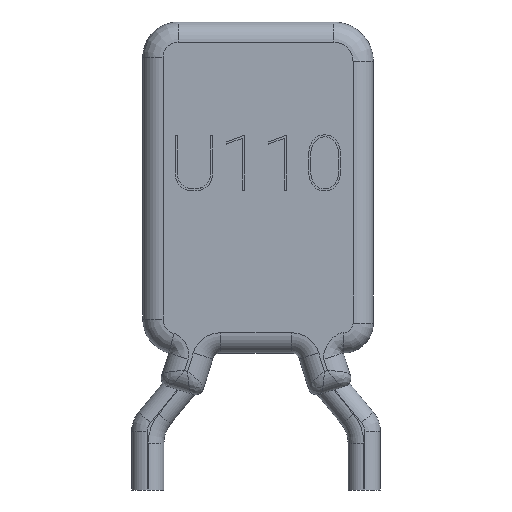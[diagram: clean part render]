
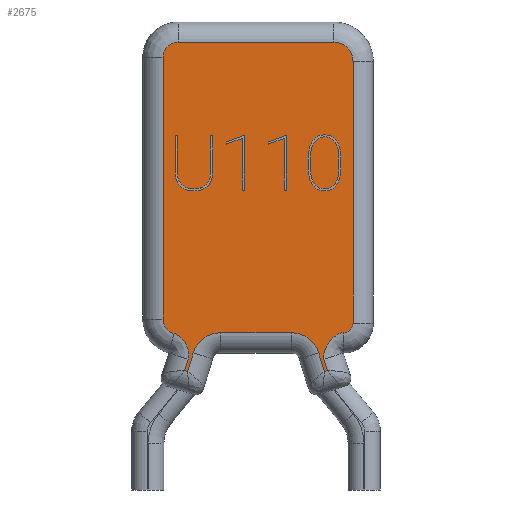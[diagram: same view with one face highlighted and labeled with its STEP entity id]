
A CAD part, front view. The second image highlights one B-rep face of the part: STEP entity #2675.
In plain terms, the highlighted planar face has unit normal (0, -1, 0).
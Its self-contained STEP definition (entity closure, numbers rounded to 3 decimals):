
#1844 = VERTEX_POINT('',#1845);
#1845 = CARTESIAN_POINT('',(1.55,-1.,-3.909));
#2120 = VERTEX_POINT('',#2121);
#2121 = CARTESIAN_POINT('',(1.483,-1.,-3.93));
#2134 = EDGE_CURVE('',#2120,#1844,#2135,.T.);
#2135 = LINE('',#2136,#2137);
#2136 = CARTESIAN_POINT('',(1.235,-1.,-4.006));
#2137 = VECTOR('',#2138,1.);
#2138 = DIRECTION('',(0.956,0.,0.295));
#2180 = VERTEX_POINT('',#2181);
#2181 = CARTESIAN_POINT('',(1.473,-1.,-3.661));
#2193 = EDGE_CURVE('',#1844,#2180,#2194,.T.);
#2194 = LINE('',#2195,#2196);
#2195 = CARTESIAN_POINT('',(1.626,-1.,-4.158));
#2196 = VECTOR('',#2197,1.);
#2197 = DIRECTION('',(-0.295,0.,0.956)
  );
#2675 = ADVANCED_FACE('',(#2676),#2822,.F.);
#2676 = FACE_BOUND('',#2677,.F.);
#2677 = EDGE_LOOP('',(#2678,#2689,#2697,#2706,#2714,#2723,#2731,#2740,
    #2752,#2753,#2754,#2762,#2771,#2779,#2788,#2796,#2804,#2812));
#2678 = ORIENTED_EDGE('',*,*,#2679,.T.);
#2679 = EDGE_CURVE('',#2680,#2682,#2684,.T.);
#2680 = VERTEX_POINT('',#2681);
#2681 = CARTESIAN_POINT('',(-1.777,-1.,-3.107));
#2682 = VERTEX_POINT('',#2683);
#2683 = CARTESIAN_POINT('',(-2.016,-1.,-2.793));
#2684 = CIRCLE('',#2685,0.326);
#2685 = AXIS2_PLACEMENT_3D('',#2686,#2687,#2688);
#2686 = CARTESIAN_POINT('',(-1.69,-1.,-2.793));
#2687 = DIRECTION('',(0.,1.,0.));
#2688 = DIRECTION('',(-0.266,0.,-0.964
    ));
#2689 = ORIENTED_EDGE('',*,*,#2690,.T.);
#2690 = EDGE_CURVE('',#2682,#2691,#2693,.T.);
#2691 = VERTEX_POINT('',#2692);
#2692 = CARTESIAN_POINT('',(-2.016,-1.,2.881));
#2693 = LINE('',#2694,#2695);
#2694 = CARTESIAN_POINT('',(-2.016,-1.,-2.793));
#2695 = VECTOR('',#2696,1.);
#2696 = DIRECTION('',(0.,0.,1.));
#2697 = ORIENTED_EDGE('',*,*,#2698,.T.);
#2698 = EDGE_CURVE('',#2691,#2699,#2701,.T.);
#2699 = VERTEX_POINT('',#2700);
#2700 = CARTESIAN_POINT('',(-1.69,-1.,3.207));
#2701 = CIRCLE('',#2702,0.326);
#2702 = AXIS2_PLACEMENT_3D('',#2703,#2704,#2705);
#2703 = CARTESIAN_POINT('',(-1.69,-1.,2.881));
#2704 = DIRECTION('',(0.,1.,0.));
#2705 = DIRECTION('',(-1.,0.,0.));
#2706 = ORIENTED_EDGE('',*,*,#2707,.T.);
#2707 = EDGE_CURVE('',#2699,#2708,#2710,.T.);
#2708 = VERTEX_POINT('',#2709);
#2709 = CARTESIAN_POINT('',(1.69,-1.,3.207));
#2710 = LINE('',#2711,#2712);
#2711 = CARTESIAN_POINT('',(-1.69,-1.,3.207));
#2712 = VECTOR('',#2713,1.);
#2713 = DIRECTION('',(1.,0.,0.));
#2714 = ORIENTED_EDGE('',*,*,#2715,.T.);
#2715 = EDGE_CURVE('',#2708,#2716,#2718,.T.);
#2716 = VERTEX_POINT('',#2717);
#2717 = CARTESIAN_POINT('',(2.104,-1.,2.793));
#2718 = CIRCLE('',#2719,0.414);
#2719 = AXIS2_PLACEMENT_3D('',#2720,#2721,#2722);
#2720 = CARTESIAN_POINT('',(1.69,-1.,2.793));
#2721 = DIRECTION('',(0.,1.,0.));
#2722 = DIRECTION('',(0.,0.,1.));
#2723 = ORIENTED_EDGE('',*,*,#2724,.T.);
#2724 = EDGE_CURVE('',#2716,#2725,#2727,.T.);
#2725 = VERTEX_POINT('',#2726);
#2726 = CARTESIAN_POINT('',(2.104,-1.,-2.881));
#2727 = LINE('',#2728,#2729);
#2728 = CARTESIAN_POINT('',(2.104,-1.,2.793));
#2729 = VECTOR('',#2730,1.);
#2730 = DIRECTION('',(0.,0.,-1.));
#2731 = ORIENTED_EDGE('',*,*,#2732,.T.);
#2732 = EDGE_CURVE('',#2725,#2733,#2735,.T.);
#2733 = VERTEX_POINT('',#2734);
#2734 = CARTESIAN_POINT('',(1.894,-1.,-3.091));
#2735 = CIRCLE('',#2736,0.21);
#2736 = AXIS2_PLACEMENT_3D('',#2737,#2738,#2739);
#2737 = CARTESIAN_POINT('',(1.894,-1.,-2.881));
#2738 = DIRECTION('',(0.,1.,0.));
#2739 = DIRECTION('',(1.,0.,0.));
#2740 = ORIENTED_EDGE('',*,*,#2741,.T.);
#2741 = EDGE_CURVE('',#2733,#2180,#2742,.T.);
#2742 = B_SPLINE_CURVE_WITH_KNOTS('',8,(#2743,#2744,#2745,#2746,#2747,
    #2748,#2749,#2750,#2751),.UNSPECIFIED.,.F.,.F.,(9,9),(0.,1.),
  .PIECEWISE_BEZIER_KNOTS.);
#2743 = CARTESIAN_POINT('',(1.894,-1.,-3.091));
#2744 = CARTESIAN_POINT('',(1.797,-1.,-3.091));
#2745 = CARTESIAN_POINT('',(1.701,-1.,-3.152));
#2746 = CARTESIAN_POINT('',(1.642,-1.,-3.219));
#2747 = CARTESIAN_POINT('',(1.564,-1.,-3.287));
#2748 = CARTESIAN_POINT('',(1.522,-1.,-3.383));
#2749 = CARTESIAN_POINT('',(1.475,-1.,-3.458));
#2750 = CARTESIAN_POINT('',(1.445,-1.,-3.568));
#2751 = CARTESIAN_POINT('',(1.473,-1.,-3.661));
#2752 = ORIENTED_EDGE('',*,*,#2193,.F.);
#2753 = ORIENTED_EDGE('',*,*,#2134,.F.);
#2754 = ORIENTED_EDGE('',*,*,#2755,.F.);
#2755 = EDGE_CURVE('',#2756,#2120,#2758,.T.);
#2756 = VERTEX_POINT('',#2757);
#2757 = CARTESIAN_POINT('',(1.359,-1.,-3.528));
#2758 = LINE('',#2759,#2760);
#2759 = CARTESIAN_POINT('',(1.359,-1.,-3.528));
#2760 = VECTOR('',#2761,1.);
#2761 = DIRECTION('',(0.295,0.,-0.956
    ));
#2762 = ORIENTED_EDGE('',*,*,#2763,.F.);
#2763 = EDGE_CURVE('',#2764,#2756,#2766,.T.);
#2764 = VERTEX_POINT('',#2765);
#2765 = CARTESIAN_POINT('',(0.767,-1.,-3.091));
#2766 = CIRCLE('',#2767,0.62);
#2767 = AXIS2_PLACEMENT_3D('',#2768,#2769,#2770);
#2768 = CARTESIAN_POINT('',(0.767,-1.,-3.711));
#2769 = DIRECTION('',(0.,1.,0.));
#2770 = DIRECTION('',(0.,0.,1.));
#2771 = ORIENTED_EDGE('',*,*,#2772,.F.);
#2772 = EDGE_CURVE('',#2773,#2764,#2775,.T.);
#2773 = VERTEX_POINT('',#2774);
#2774 = CARTESIAN_POINT('',(-0.767,-1.,-3.091));
#2775 = LINE('',#2776,#2777);
#2776 = CARTESIAN_POINT('',(-0.767,-1.,-3.091));
#2777 = VECTOR('',#2778,1.);
#2778 = DIRECTION('',(1.,0.,0.));
#2779 = ORIENTED_EDGE('',*,*,#2780,.F.);
#2780 = EDGE_CURVE('',#2781,#2773,#2783,.T.);
#2781 = VERTEX_POINT('',#2782);
#2782 = CARTESIAN_POINT('',(-1.359,-1.,-3.528));
#2783 = CIRCLE('',#2784,0.62);
#2784 = AXIS2_PLACEMENT_3D('',#2785,#2786,#2787);
#2785 = CARTESIAN_POINT('',(-0.767,-1.,-3.711));
#2786 = DIRECTION('',(0.,1.,0.));
#2787 = DIRECTION('',(-0.956,0.,0.295)
  );
#2788 = ORIENTED_EDGE('',*,*,#2789,.F.);
#2789 = EDGE_CURVE('',#2790,#2781,#2792,.T.);
#2790 = VERTEX_POINT('',#2791);
#2791 = CARTESIAN_POINT('',(-1.483,-1.,-3.93));
#2792 = LINE('',#2793,#2794);
#2793 = CARTESIAN_POINT('',(-1.56,-1.,-4.178));
#2794 = VECTOR('',#2795,1.);
#2795 = DIRECTION('',(0.295,0.,0.956)
  );
#2796 = ORIENTED_EDGE('',*,*,#2797,.F.);
#2797 = EDGE_CURVE('',#2798,#2790,#2800,.T.);
#2798 = VERTEX_POINT('',#2799);
#2799 = CARTESIAN_POINT('',(-1.55,-1.,-3.909));
#2800 = LINE('',#2801,#2802);
#2801 = CARTESIAN_POINT('',(-1.798,-1.,-3.833));
#2802 = VECTOR('',#2803,1.);
#2803 = DIRECTION('',(0.956,0.,-0.295
    ));
#2804 = ORIENTED_EDGE('',*,*,#2805,.F.);
#2805 = EDGE_CURVE('',#2806,#2798,#2808,.T.);
#2806 = VERTEX_POINT('',#2807);
#2807 = CARTESIAN_POINT('',(-1.473,-1.,-3.661));
#2808 = LINE('',#2809,#2810);
#2809 = CARTESIAN_POINT('',(-1.473,-1.,-3.661));
#2810 = VECTOR('',#2811,1.);
#2811 = DIRECTION('',(-0.295,0.,
    -0.956));
#2812 = ORIENTED_EDGE('',*,*,#2813,.F.);
#2813 = EDGE_CURVE('',#2680,#2806,#2814,.T.);
#2814 = B_SPLINE_CURVE_WITH_KNOTS('',6,(#2815,#2816,#2817,#2818,#2819,
    #2820,#2821),.UNSPECIFIED.,.F.,.F.,(7,7),(0.,1.),
  .PIECEWISE_BEZIER_KNOTS.);
#2815 = CARTESIAN_POINT('',(-1.777,-1.,-3.107));
#2816 = CARTESIAN_POINT('',(-1.666,-1.,-3.138));
#2817 = CARTESIAN_POINT('',(-1.568,-1.,-3.219));
#2818 = CARTESIAN_POINT('',(-1.506,-1.,-3.319));
#2819 = CARTESIAN_POINT('',(-1.455,-1.,-3.425));
#2820 = CARTESIAN_POINT('',(-1.439,-1.,-3.55));
#2821 = CARTESIAN_POINT('',(-1.473,-1.,-3.661));
#2822 = PLANE('',#2823);
#2823 = AXIS2_PLACEMENT_3D('',#2824,#2825,#2826);
#2824 = CARTESIAN_POINT('',(0.037,-1.,-0.465));
#2825 = DIRECTION('',(0.,1.,0.));
#2826 = DIRECTION('',(0.,0.,1.));
